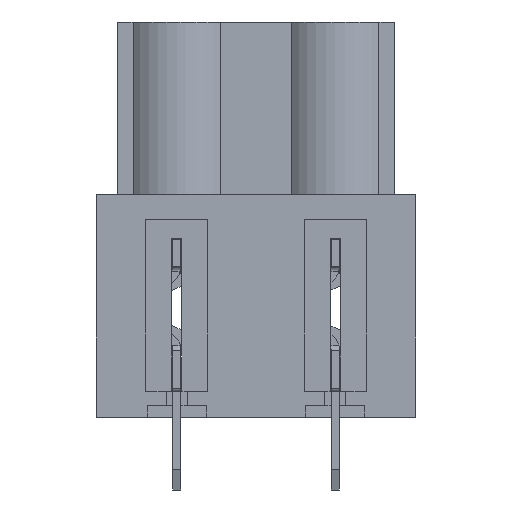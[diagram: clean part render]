
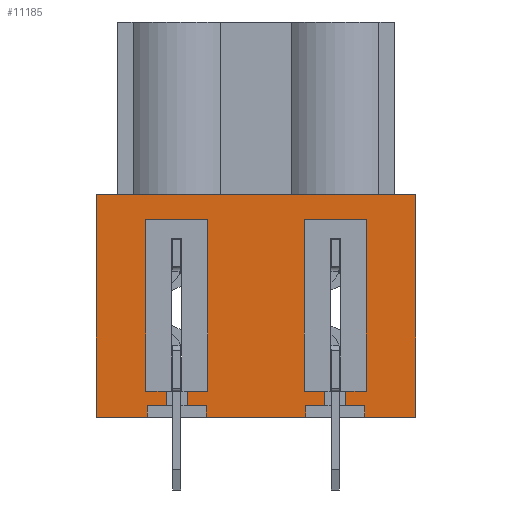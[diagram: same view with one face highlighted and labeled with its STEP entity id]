
A CAD part, front view. The second image highlights one B-rep face of the part: STEP entity #11185.
In plain terms, the highlighted planar face has unit normal (0, -1, 0).
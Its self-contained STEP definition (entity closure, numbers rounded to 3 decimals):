
#1331 = VERTEX_POINT('',#1332);
#1332 = CARTESIAN_POINT('',(-2.385,-3.95,0.54));
#1338 = EDGE_CURVE('',#1339,#1331,#1341,.T.);
#1339 = VERTEX_POINT('',#1340);
#1340 = CARTESIAN_POINT('',(-3.31,-3.95,0.54));
#1341 = LINE('',#1342,#1343);
#1342 = CARTESIAN_POINT('',(-5.235,-3.95,0.54));
#1343 = VECTOR('',#1344,1.);
#1344 = DIRECTION('',(1.,0.,0.));
#1363 = VERTEX_POINT('',#1364);
#1364 = CARTESIAN_POINT('',(-4.31,-3.95,0.54));
#1370 = EDGE_CURVE('',#1371,#1363,#1373,.T.);
#1371 = VERTEX_POINT('',#1372);
#1372 = CARTESIAN_POINT('',(-5.235,-3.95,0.54));
#1373 = LINE('',#1374,#1375);
#1374 = CARTESIAN_POINT('',(-5.235,-3.95,0.54));
#1375 = VECTOR('',#1376,1.);
#1376 = DIRECTION('',(1.,0.,0.));
#1395 = VERTEX_POINT('',#1396);
#1396 = CARTESIAN_POINT('',(-5.235,-3.95,-0.01));
#1404 = EDGE_CURVE('',#1371,#1395,#1405,.T.);
#1405 = LINE('',#1406,#1407);
#1406 = CARTESIAN_POINT('',(-5.235,-3.95,0.54));
#1407 = VECTOR('',#1408,1.);
#1408 = DIRECTION('',(0.,0.,-1.));
#1419 = VERTEX_POINT('',#1420);
#1420 = CARTESIAN_POINT('',(-2.385,-3.95,-0.01));
#1426 = EDGE_CURVE('',#1331,#1419,#1427,.T.);
#1427 = LINE('',#1428,#1429);
#1428 = CARTESIAN_POINT('',(-2.385,-3.95,0.54));
#1429 = VECTOR('',#1430,1.);
#1430 = DIRECTION('',(0.,0.,-1.));
#3001 = VERTEX_POINT('',#3002);
#3002 = CARTESIAN_POINT('',(-4.31,-3.95,1.24));
#3008 = EDGE_CURVE('',#1363,#3001,#3009,.T.);
#3009 = LINE('',#3010,#3011);
#3010 = CARTESIAN_POINT('',(-4.31,-3.95,-14.234));
#3011 = VECTOR('',#3012,1.);
#3012 = DIRECTION('',(0.,0.,1.));
#3070 = EDGE_CURVE('',#1339,#3071,#3073,.T.);
#3071 = VERTEX_POINT('',#3072);
#3072 = CARTESIAN_POINT('',(-3.31,-3.95,1.24));
#3073 = LINE('',#3074,#3075);
#3074 = CARTESIAN_POINT('',(-3.31,-3.95,-14.234));
#3075 = VECTOR('',#3076,1.);
#3076 = DIRECTION('',(0.,0.,1.));
#3103 = VERTEX_POINT('',#3104);
#3104 = CARTESIAN_POINT('',(-7.67,-3.95,-0.01));
#3110 = EDGE_CURVE('',#3103,#3111,#3113,.T.);
#3111 = VERTEX_POINT('',#3112);
#3112 = CARTESIAN_POINT('',(-7.67,-3.95,10.69));
#3113 = LINE('',#3114,#3115);
#3114 = CARTESIAN_POINT('',(-7.67,-3.95,-0.01));
#3115 = VECTOR('',#3116,1.);
#3116 = DIRECTION('',(0.,0.,1.));
#3165 = EDGE_CURVE('',#3166,#3168,#3170,.T.);
#3166 = VERTEX_POINT('',#3167);
#3167 = CARTESIAN_POINT('',(7.67,-3.95,10.69));
#3168 = VERTEX_POINT('',#3169);
#3169 = CARTESIAN_POINT('',(7.67,-3.95,-0.01));
#3170 = LINE('',#3171,#3172);
#3171 = CARTESIAN_POINT('',(7.67,-3.95,1.79));
#3172 = VECTOR('',#3173,1.);
#3173 = DIRECTION('',(0.,0.,-1.));
#4102 = VERTEX_POINT('',#4103);
#4103 = CARTESIAN_POINT('',(-5.31,-3.95,1.24));
#4109 = EDGE_CURVE('',#4102,#3001,#4110,.T.);
#4110 = LINE('',#4111,#4112);
#4111 = CARTESIAN_POINT('',(-6.82,-3.95,1.24));
#4112 = VECTOR('',#4113,1.);
#4113 = DIRECTION('',(1.,0.,0.));
#4147 = VERTEX_POINT('',#4148);
#4148 = CARTESIAN_POINT('',(2.385,-3.95,-0.01));
#4156 = VERTEX_POINT('',#4157);
#4157 = CARTESIAN_POINT('',(2.385,-3.95,0.54));
#4163 = EDGE_CURVE('',#4156,#4147,#4164,.T.);
#4164 = LINE('',#4165,#4166);
#4165 = CARTESIAN_POINT('',(2.385,-3.95,0.54));
#4166 = VECTOR('',#4167,1.);
#4167 = DIRECTION('',(0.,0.,-1.));
#4195 = VERTEX_POINT('',#4196);
#4196 = CARTESIAN_POINT('',(5.235,-3.95,0.54));
#4202 = EDGE_CURVE('',#4203,#4195,#4205,.T.);
#4203 = VERTEX_POINT('',#4204);
#4204 = CARTESIAN_POINT('',(4.31,-3.95,0.54));
#4205 = LINE('',#4206,#4207);
#4206 = CARTESIAN_POINT('',(2.385,-3.95,0.54));
#4207 = VECTOR('',#4208,1.);
#4208 = DIRECTION('',(1.,0.,0.));
#4227 = VERTEX_POINT('',#4228);
#4228 = CARTESIAN_POINT('',(3.31,-3.95,0.54));
#4234 = EDGE_CURVE('',#4156,#4227,#4235,.T.);
#4235 = LINE('',#4236,#4237);
#4236 = CARTESIAN_POINT('',(2.385,-3.95,0.54));
#4237 = VECTOR('',#4238,1.);
#4238 = DIRECTION('',(1.,0.,0.));
#4282 = VERTEX_POINT('',#4283);
#4283 = CARTESIAN_POINT('',(3.31,-3.95,1.24));
#4289 = EDGE_CURVE('',#4227,#4282,#4290,.T.);
#4290 = LINE('',#4291,#4292);
#4291 = CARTESIAN_POINT('',(3.31,-3.95,-14.463));
#4292 = VECTOR('',#4293,1.);
#4293 = DIRECTION('',(0.,0.,1.));
#4304 = EDGE_CURVE('',#3071,#4305,#4307,.T.);
#4305 = VERTEX_POINT('',#4306);
#4306 = CARTESIAN_POINT('',(-2.31,-3.95,1.24));
#4307 = LINE('',#4308,#4309);
#4308 = CARTESIAN_POINT('',(-6.82,-3.95,1.24));
#4309 = VECTOR('',#4310,1.);
#4310 = DIRECTION('',(1.,0.,0.));
#4335 = VERTEX_POINT('',#4336);
#4336 = CARTESIAN_POINT('',(2.31,-3.95,1.24));
#4344 = EDGE_CURVE('',#4335,#4282,#4345,.T.);
#4345 = LINE('',#4346,#4347);
#4346 = CARTESIAN_POINT('',(-6.82,-3.95,1.24));
#4347 = VECTOR('',#4348,1.);
#4348 = DIRECTION('',(1.,0.,0.));
#4399 = EDGE_CURVE('',#3166,#3111,#4400,.T.);
#4400 = LINE('',#4401,#4402);
#4401 = CARTESIAN_POINT('',(6.67,-3.95,10.69));
#4402 = VECTOR('',#4403,1.);
#4403 = DIRECTION('',(-1.,0.,0.));
#4453 = EDGE_CURVE('',#4454,#4102,#4456,.T.);
#4454 = VERTEX_POINT('',#4455);
#4455 = CARTESIAN_POINT('',(-5.31,-3.95,9.49));
#4456 = LINE('',#4457,#4458);
#4457 = CARTESIAN_POINT('',(-5.31,-3.95,9.49));
#4458 = VECTOR('',#4459,1.);
#4459 = DIRECTION('',(0.,0.,-1.));
#4484 = EDGE_CURVE('',#4485,#4454,#4487,.T.);
#4485 = VERTEX_POINT('',#4486);
#4486 = CARTESIAN_POINT('',(-2.31,-3.95,9.49));
#4487 = LINE('',#4488,#4489);
#4488 = CARTESIAN_POINT('',(-2.31,-3.95,9.49));
#4489 = VECTOR('',#4490,1.);
#4490 = DIRECTION('',(-1.,0.,0.));
#4522 = EDGE_CURVE('',#4305,#4485,#4523,.T.);
#4523 = LINE('',#4524,#4525);
#4524 = CARTESIAN_POINT('',(-2.31,-3.95,-0.01));
#4525 = VECTOR('',#4526,1.);
#4526 = DIRECTION('',(0.,0.,1.));
#4537 = EDGE_CURVE('',#4538,#4335,#4540,.T.);
#4538 = VERTEX_POINT('',#4539);
#4539 = CARTESIAN_POINT('',(2.31,-3.95,9.49));
#4540 = LINE('',#4541,#4542);
#4541 = CARTESIAN_POINT('',(2.31,-3.95,9.49));
#4542 = VECTOR('',#4543,1.);
#4543 = DIRECTION('',(0.,0.,-1.));
#4568 = EDGE_CURVE('',#4569,#4538,#4571,.T.);
#4569 = VERTEX_POINT('',#4570);
#4570 = CARTESIAN_POINT('',(5.31,-3.95,9.49));
#4571 = LINE('',#4572,#4573);
#4572 = CARTESIAN_POINT('',(5.31,-3.95,9.49));
#4573 = VECTOR('',#4574,1.);
#4574 = DIRECTION('',(-1.,0.,0.));
#4608 = VERTEX_POINT('',#4609);
#4609 = CARTESIAN_POINT('',(5.31,-3.95,1.24));
#4615 = EDGE_CURVE('',#4608,#4569,#4616,.T.);
#4616 = LINE('',#4617,#4618);
#4617 = CARTESIAN_POINT('',(5.31,-3.95,-0.01));
#4618 = VECTOR('',#4619,1.);
#4619 = DIRECTION('',(0.,0.,1.));
#4631 = VERTEX_POINT('',#4632);
#4632 = CARTESIAN_POINT('',(5.235,-3.95,-0.01));
#4638 = EDGE_CURVE('',#4195,#4631,#4639,.T.);
#4639 = LINE('',#4640,#4641);
#4640 = CARTESIAN_POINT('',(5.235,-3.95,0.54));
#4641 = VECTOR('',#4642,1.);
#4642 = DIRECTION('',(0.,0.,-1.));
#6724 = EDGE_CURVE('',#4203,#6725,#6727,.T.);
#6725 = VERTEX_POINT('',#6726);
#6726 = CARTESIAN_POINT('',(4.31,-3.95,1.24));
#6727 = LINE('',#6728,#6729);
#6728 = CARTESIAN_POINT('',(4.31,-3.95,-14.463));
#6729 = VECTOR('',#6730,1.);
#6730 = DIRECTION('',(0.,0.,1.));
#6855 = EDGE_CURVE('',#6725,#4608,#6856,.T.);
#6856 = LINE('',#6857,#6858);
#6857 = CARTESIAN_POINT('',(-6.82,-3.95,1.24));
#6858 = VECTOR('',#6859,1.);
#6859 = DIRECTION('',(1.,0.,0.));
#11154 = EDGE_CURVE('',#3168,#4631,#11155,.T.);
#11155 = LINE('',#11156,#11157);
#11156 = CARTESIAN_POINT('',(6.67,-3.95,-0.01));
#11157 = VECTOR('',#11158,1.);
#11158 = DIRECTION('',(-1.,0.,0.));
#11163 = EDGE_CURVE('',#1419,#4147,#11164,.T.);
#11164 = LINE('',#11165,#11166);
#11165 = CARTESIAN_POINT('',(-6.82,-3.95,-0.01));
#11166 = VECTOR('',#11167,1.);
#11167 = DIRECTION('',(1.,0.,0.));
#11172 = EDGE_CURVE('',#3103,#1395,#11173,.T.);
#11173 = LINE('',#11174,#11175);
#11174 = CARTESIAN_POINT('',(-6.82,-3.95,-0.01));
#11175 = VECTOR('',#11176,1.);
#11176 = DIRECTION('',(1.,0.,0.));
#11185 = ADVANCED_FACE('',(#11186),#11216,.T.);
#11186 = FACE_BOUND('',#11187,.T.);
#11187 = EDGE_LOOP('',(#11188,#11189,#11190,#11191,#11192,#11193,#11194,
    #11195,#11196,#11197,#11198,#11199,#11200,#11201,#11202,#11203,
    #11204,#11205,#11206,#11207,#11208,#11209,#11210,#11211,#11212,
    #11213,#11214,#11215));
#11188 = ORIENTED_EDGE('',*,*,#11163,.T.);
#11189 = ORIENTED_EDGE('',*,*,#4163,.F.);
#11190 = ORIENTED_EDGE('',*,*,#4234,.T.);
#11191 = ORIENTED_EDGE('',*,*,#4289,.T.);
#11192 = ORIENTED_EDGE('',*,*,#4344,.F.);
#11193 = ORIENTED_EDGE('',*,*,#4537,.F.);
#11194 = ORIENTED_EDGE('',*,*,#4568,.F.);
#11195 = ORIENTED_EDGE('',*,*,#4615,.F.);
#11196 = ORIENTED_EDGE('',*,*,#6855,.F.);
#11197 = ORIENTED_EDGE('',*,*,#6724,.F.);
#11198 = ORIENTED_EDGE('',*,*,#4202,.T.);
#11199 = ORIENTED_EDGE('',*,*,#4638,.T.);
#11200 = ORIENTED_EDGE('',*,*,#11154,.F.);
#11201 = ORIENTED_EDGE('',*,*,#3165,.F.);
#11202 = ORIENTED_EDGE('',*,*,#4399,.T.);
#11203 = ORIENTED_EDGE('',*,*,#3110,.F.);
#11204 = ORIENTED_EDGE('',*,*,#11172,.T.);
#11205 = ORIENTED_EDGE('',*,*,#1404,.F.);
#11206 = ORIENTED_EDGE('',*,*,#1370,.T.);
#11207 = ORIENTED_EDGE('',*,*,#3008,.T.);
#11208 = ORIENTED_EDGE('',*,*,#4109,.F.);
#11209 = ORIENTED_EDGE('',*,*,#4453,.F.);
#11210 = ORIENTED_EDGE('',*,*,#4484,.F.);
#11211 = ORIENTED_EDGE('',*,*,#4522,.F.);
#11212 = ORIENTED_EDGE('',*,*,#4304,.F.);
#11213 = ORIENTED_EDGE('',*,*,#3070,.F.);
#11214 = ORIENTED_EDGE('',*,*,#1338,.T.);
#11215 = ORIENTED_EDGE('',*,*,#1426,.T.);
#11216 = PLANE('',#11217);
#11217 = AXIS2_PLACEMENT_3D('',#11218,#11219,#11220);
#11218 = CARTESIAN_POINT('',(0.,-3.95,5.324));
#11219 = DIRECTION('',(0.,-1.,0.));
#11220 = DIRECTION('',(0.,0.,-1.));
